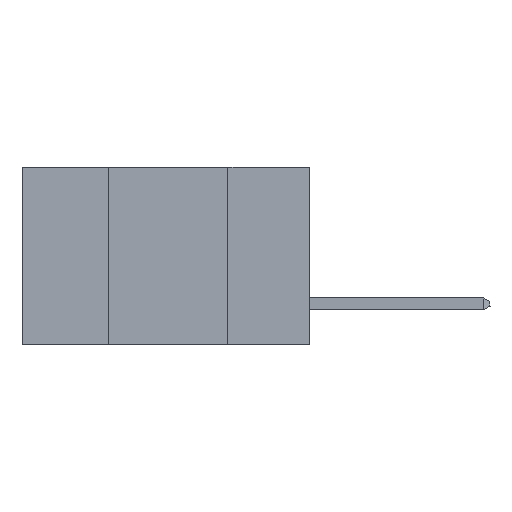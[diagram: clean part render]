
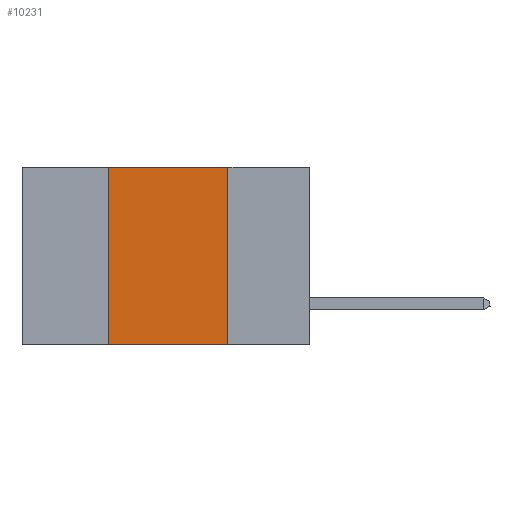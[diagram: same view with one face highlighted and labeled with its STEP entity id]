
A CAD part, left-side view. The second image highlights one B-rep face of the part: STEP entity #10231.
In plain terms, the highlighted planar face has unit normal (-1, 0, 0).
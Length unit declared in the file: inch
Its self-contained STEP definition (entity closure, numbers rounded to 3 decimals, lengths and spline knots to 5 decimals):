
#125 = ORIENTED_EDGE ( 'NONE', *, *, #3360, .F. ) ;
#2143 = CARTESIAN_POINT ( 'NONE',  ( 0., 0.6, -0.37 ) ) ;
#2224 = EDGE_CURVE ( 'NONE', #8410, #23275, #7950, .T. ) ;
#2396 = VECTOR ( 'NONE', #14814, 39.37008 ) ;
#2404 = VERTEX_POINT ( 'NONE', #8398 ) ;
#3076 = DIRECTION ( 'NONE',  ( 0., 0., -1. ) ) ;
#3360 = EDGE_CURVE ( 'NONE', #23275, #7486, #3636, .T. ) ;
#3506 = FACE_OUTER_BOUND ( 'NONE', #24296, .T. ) ;
#3636 = LINE ( 'NONE', #17673, #13397 ) ;
#5088 = CARTESIAN_POINT ( 'NONE',  ( 0., 0.6, 0. ) ) ;
#5182 = PLANE ( 'NONE',  #8244 ) ;
#5845 = CARTESIAN_POINT ( 'NONE',  ( 0., 0.17, 0. ) ) ;
#6602 = ORIENTED_EDGE ( 'NONE', *, *, #20399, .T. ) ;
#7486 = VERTEX_POINT ( 'NONE', #5845 ) ;
#7950 = LINE ( 'NONE', #18948, #2396 ) ;
#8244 = AXIS2_PLACEMENT_3D ( 'NONE', #5088, #23435, #3076 ) ;
#8398 = CARTESIAN_POINT ( 'NONE',  ( 0., 0.17, -0.37 ) ) ;
#8410 = VERTEX_POINT ( 'NONE', #21132 ) ;
#8763 = DIRECTION ( 'NONE',  ( 0., -1., 0. ) ) ;
#10231 = ADVANCED_FACE ( 'NONE', ( #3506 ), #5182, .F. ) ;
#12271 = LINE ( 'NONE', #19733, #16746 ) ;
#13397 = VECTOR ( 'NONE', #13631, 39.37008 ) ;
#13435 = DIRECTION ( 'NONE',  ( 0., 0., -1. ) ) ;
#13631 = DIRECTION ( 'NONE',  ( 0., -1., 0. ) ) ;
#14814 = DIRECTION ( 'NONE',  ( 0., 0., 1. ) ) ;
#15947 = ORIENTED_EDGE ( 'NONE', *, *, #16118, .F. ) ;
#16118 = EDGE_CURVE ( 'NONE', #7486, #2404, #12271, .T. ) ;
#16746 = VECTOR ( 'NONE', #13435, 39.37008 ) ;
#17673 = CARTESIAN_POINT ( 'NONE',  ( 0., 0.6, 0. ) ) ;
#17682 = CARTESIAN_POINT ( 'NONE',  ( 0., 0.42, 0. ) ) ;
#18948 = CARTESIAN_POINT ( 'NONE',  ( 0., 0.42, 0. ) ) ;
#19733 = CARTESIAN_POINT ( 'NONE',  ( 0., 0.17, 0. ) ) ;
#20399 = EDGE_CURVE ( 'NONE', #8410, #2404, #23326, .T. ) ;
#21132 = CARTESIAN_POINT ( 'NONE',  ( 0., 0.42, -0.37 ) ) ;
#23275 = VERTEX_POINT ( 'NONE', #17682 ) ;
#23326 = LINE ( 'NONE', #2143, #26588 ) ;
#23435 = DIRECTION ( 'NONE',  ( 1., 0., 0. ) ) ;
#24296 = EDGE_LOOP ( 'NONE', ( #15947, #125, #25051, #6602 ) ) ;
#25051 = ORIENTED_EDGE ( 'NONE', *, *, #2224, .F. ) ;
#26588 = VECTOR ( 'NONE', #8763, 39.37008 ) ;
